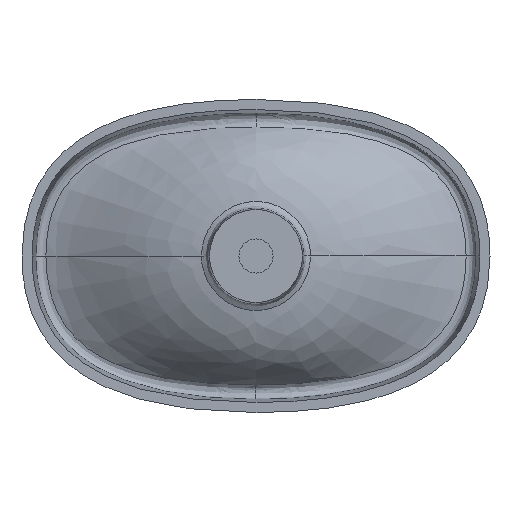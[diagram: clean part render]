
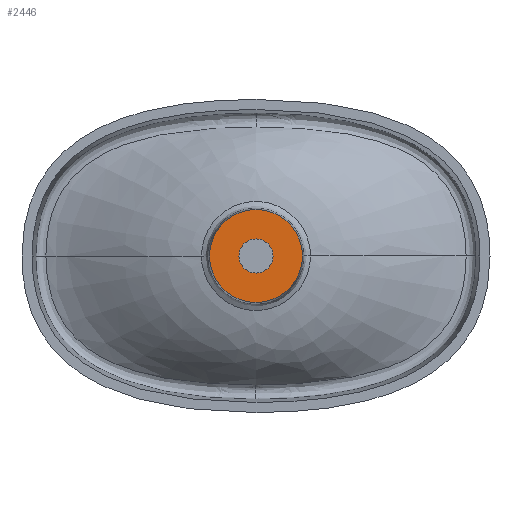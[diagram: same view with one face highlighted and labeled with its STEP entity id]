
A CAD part, front view. The second image highlights one B-rep face of the part: STEP entity #2446.
In plain terms, the highlighted planar face has unit normal (0, -1, 0).
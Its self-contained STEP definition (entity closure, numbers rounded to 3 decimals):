
#267 = CARTESIAN_POINT ( 'NONE',  ( 0., -141., 0. ) ) ;
#335 = EDGE_CURVE ( 'NONE', #9000, #7388, #11105, .T. ) ;
#432 = CARTESIAN_POINT ( 'NONE',  ( -22., -141., 0. ) ) ;
#753 = DIRECTION ( 'NONE',  ( 0., 0., -1. ) ) ;
#1064 = VERTEX_POINT ( 'NONE', #7245 ) ;
#2446 = ADVANCED_FACE ( 'NONE', ( #14712, #6893 ), #6821, .T. ) ;
#2931 = CIRCLE ( 'NONE', #4632, 22. ) ;
#2973 = EDGE_LOOP ( 'NONE', ( #3171, #10106 ) ) ;
#2978 = CARTESIAN_POINT ( 'NONE',  ( 0., -141., 60. ) ) ;
#3171 = ORIENTED_EDGE ( 'NONE', *, *, #3471, .T. ) ;
#3175 = AXIS2_PLACEMENT_3D ( 'NONE', #267, #7137, #9691 ) ;
#3471 = EDGE_CURVE ( 'NONE', #1064, #8199, #10136, .T. ) ;
#3601 = ORIENTED_EDGE ( 'NONE', *, *, #8438, .T. ) ;
#3730 = DIRECTION ( 'NONE',  ( 0., 0., -1. ) ) ;
#3868 = DIRECTION ( 'NONE',  ( 0., 1., 0. ) ) ;
#4299 = DIRECTION ( 'NONE',  ( 0., -1., 0. ) ) ;
#4620 = AXIS2_PLACEMENT_3D ( 'NONE', #10512, #4787, #3730 ) ;
#4632 = AXIS2_PLACEMENT_3D ( 'NONE', #4930, #3868, #13957 ) ;
#4787 = DIRECTION ( 'NONE',  ( 0., 1., 0. ) ) ;
#4930 = CARTESIAN_POINT ( 'NONE',  ( 0., -141., 0. ) ) ;
#6488 = CARTESIAN_POINT ( 'NONE',  ( 0., -141., 0. ) ) ;
#6670 = DIRECTION ( 'NONE',  ( 0., 0., -1. ) ) ;
#6821 = PLANE ( 'NONE',  #10862 ) ;
#6893 = FACE_OUTER_BOUND ( 'NONE', #2973, .T. ) ;
#7137 = DIRECTION ( 'NONE',  ( 0., -1., 0. ) ) ;
#7245 = CARTESIAN_POINT ( 'NONE',  ( 0., -141., -60. ) ) ;
#7388 = VERTEX_POINT ( 'NONE', #432 ) ;
#8199 = VERTEX_POINT ( 'NONE', #2978 ) ;
#8438 = EDGE_CURVE ( 'NONE', #7388, #9000, #2931, .T. ) ;
#8853 = DIRECTION ( 'NONE',  ( 0., -1., 0. ) ) ;
#8970 = CARTESIAN_POINT ( 'NONE',  ( 22., -141., 0. ) ) ;
#9000 = VERTEX_POINT ( 'NONE', #8970 ) ;
#9210 = CIRCLE ( 'NONE', #3175, 60. ) ;
#9691 = DIRECTION ( 'NONE',  ( 0., 0., -1. ) ) ;
#9832 = EDGE_CURVE ( 'NONE', #8199, #1064, #9210, .T. ) ;
#10106 = ORIENTED_EDGE ( 'NONE', *, *, #9832, .T. ) ;
#10136 = CIRCLE ( 'NONE', #12291, 60. ) ;
#10512 = CARTESIAN_POINT ( 'NONE',  ( 0., -141., 0. ) ) ;
#10862 = AXIS2_PLACEMENT_3D ( 'NONE', #13438, #8853, #6670 ) ;
#11105 = CIRCLE ( 'NONE', #4620, 22. ) ;
#11685 = ORIENTED_EDGE ( 'NONE', *, *, #335, .T. ) ;
#12140 = EDGE_LOOP ( 'NONE', ( #3601, #11685 ) ) ;
#12291 = AXIS2_PLACEMENT_3D ( 'NONE', #6488, #4299, #753 ) ;
#13438 = CARTESIAN_POINT ( 'NONE',  ( 0., -141., 0. ) ) ;
#13957 = DIRECTION ( 'NONE',  ( 0., 0., -1. ) ) ;
#14712 = FACE_BOUND ( 'NONE', #12140, .T. ) ;
